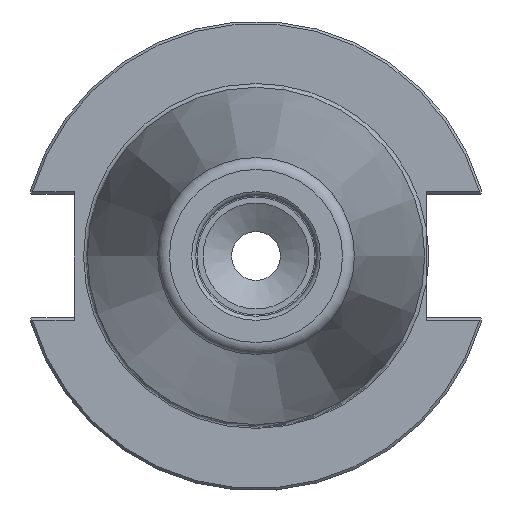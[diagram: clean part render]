
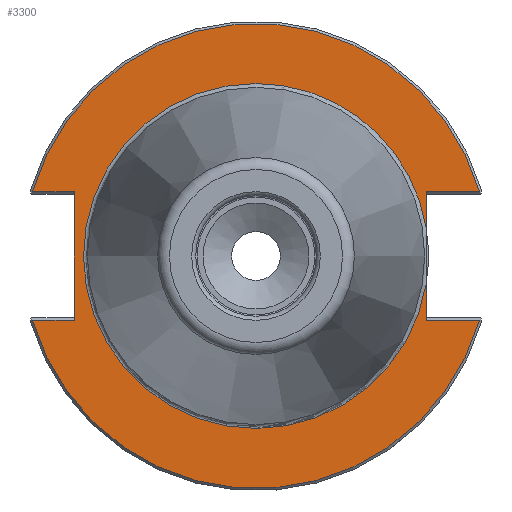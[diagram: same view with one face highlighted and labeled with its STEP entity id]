
A CAD part, left-side view. The second image highlights one B-rep face of the part: STEP entity #3300.
In plain terms, the highlighted planar face has unit normal (-1, 0, 0).
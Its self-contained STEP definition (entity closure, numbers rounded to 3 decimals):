
#193=PLANE('',#3542);
#282=FACE_OUTER_BOUND('',#460,.T.);
#460=EDGE_LOOP('',(#2292,#2293,#2294,#2295,#2296,#2297,#2298,#2299,#2300,
#2301,#2302));
#657=LINE('',#5204,#833);
#661=LINE('',#5212,#837);
#662=LINE('',#5216,#838);
#663=LINE('',#5218,#839);
#664=LINE('',#5220,#840);
#665=LINE('',#5224,#841);
#666=LINE('',#5226,#842);
#833=VECTOR('',#4070,10.);
#837=VECTOR('',#4076,10.);
#838=VECTOR('',#4079,10.);
#839=VECTOR('',#4080,10.);
#840=VECTOR('',#4081,10.);
#841=VECTOR('',#4084,10.);
#842=VECTOR('',#4085,10.);
#1034=CIRCLE('',#3543,48.25);
#1035=CIRCLE('',#3544,48.25);
#1036=CIRCLE('',#3545,35.8);
#1037=CIRCLE('',#3546,35.8);
#1312=VERTEX_POINT('',#5199);
#1313=VERTEX_POINT('',#5203);
#1316=VERTEX_POINT('',#5211);
#1317=VERTEX_POINT('',#5213);
#1318=VERTEX_POINT('',#5215);
#1319=VERTEX_POINT('',#5217);
#1320=VERTEX_POINT('',#5219);
#1321=VERTEX_POINT('',#5221);
#1322=VERTEX_POINT('',#5223);
#1323=VERTEX_POINT('',#5225);
#1324=VERTEX_POINT('',#5227);
#1710=EDGE_CURVE('',#1312,#1313,#657,.T.);
#1714=EDGE_CURVE('',#1316,#1313,#661,.T.);
#1715=EDGE_CURVE('',#1317,#1312,#1034,.T.);
#1716=EDGE_CURVE('',#1318,#1317,#662,.T.);
#1717=EDGE_CURVE('',#1318,#1319,#663,.T.);
#1718=EDGE_CURVE('',#1320,#1319,#664,.T.);
#1719=EDGE_CURVE('',#1321,#1320,#1035,.T.);
#1720=EDGE_CURVE('',#1322,#1321,#665,.T.);
#1721=EDGE_CURVE('',#1322,#1323,#666,.T.);
#1722=EDGE_CURVE('',#1323,#1324,#1036,.T.);
#1723=EDGE_CURVE('',#1324,#1316,#1037,.T.);
#2292=ORIENTED_EDGE('',*,*,#1714,.T.);
#2293=ORIENTED_EDGE('',*,*,#1710,.F.);
#2294=ORIENTED_EDGE('',*,*,#1715,.F.);
#2295=ORIENTED_EDGE('',*,*,#1716,.F.);
#2296=ORIENTED_EDGE('',*,*,#1717,.T.);
#2297=ORIENTED_EDGE('',*,*,#1718,.F.);
#2298=ORIENTED_EDGE('',*,*,#1719,.F.);
#2299=ORIENTED_EDGE('',*,*,#1720,.F.);
#2300=ORIENTED_EDGE('',*,*,#1721,.T.);
#2301=ORIENTED_EDGE('',*,*,#1722,.T.);
#2302=ORIENTED_EDGE('',*,*,#1723,.T.);
#3300=ADVANCED_FACE('',(#282),#193,.T.);
#3542=AXIS2_PLACEMENT_3D('',#5210,#4074,#4075);
#3543=AXIS2_PLACEMENT_3D('',#5214,#4077,#4078);
#3544=AXIS2_PLACEMENT_3D('',#5222,#4082,#4083);
#3545=AXIS2_PLACEMENT_3D('',#5228,#4086,#4087);
#3546=AXIS2_PLACEMENT_3D('',#5229,#4088,#4089);
#4070=DIRECTION('',(0.,1.,0.));
#4074=DIRECTION('center_axis',(-1.,0.,0.));
#4075=DIRECTION('ref_axis',(0.,0.,1.));
#4076=DIRECTION('',(0.,0.,1.));
#4077=DIRECTION('center_axis',(1.,0.,0.));
#4078=DIRECTION('ref_axis',(0.,0.,-1.));
#4079=DIRECTION('',(0.,1.,0.));
#4080=DIRECTION('',(0.,0.,-1.));
#4081=DIRECTION('',(0.,-1.,0.));
#4082=DIRECTION('center_axis',(1.,0.,0.));
#4083=DIRECTION('ref_axis',(0.,0.,-1.));
#4084=DIRECTION('',(0.,-1.,0.));
#4085=DIRECTION('',(0.,0.,1.));
#4086=DIRECTION('center_axis',(1.,0.,0.));
#4087=DIRECTION('ref_axis',(0.,0.,-1.));
#4088=DIRECTION('center_axis',(1.,0.,0.));
#4089=DIRECTION('ref_axis',(0.,0.,-1.));
#5199=CARTESIAN_POINT('',(3.175,-46.373,13.325));
#5203=CARTESIAN_POINT('',(3.175,-35.3,13.325));
#5204=CARTESIAN_POINT('',(3.175,6.475,13.325));
#5210=CARTESIAN_POINT('Origin',(3.175,48.25,0.));
#5211=CARTESIAN_POINT('',(3.175,-35.3,5.962));
#5212=CARTESIAN_POINT('',(3.175,-35.3,-6.413));
#5213=CARTESIAN_POINT('',(3.175,46.373,13.325));
#5214=CARTESIAN_POINT('Origin',(3.175,0.,0.));
#5215=CARTESIAN_POINT('',(3.175,37.7,13.325));
#5216=CARTESIAN_POINT('',(3.175,61.395,13.325));
#5217=CARTESIAN_POINT('',(3.175,37.7,-13.325));
#5218=CARTESIAN_POINT('',(3.175,37.7,6.413));
#5219=CARTESIAN_POINT('',(3.175,46.373,-13.325));
#5220=CARTESIAN_POINT('',(3.175,42.975,-13.325));
#5221=CARTESIAN_POINT('',(3.175,-46.373,-13.325));
#5222=CARTESIAN_POINT('Origin',(3.175,0.,0.));
#5223=CARTESIAN_POINT('',(3.175,-35.3,-13.325));
#5224=CARTESIAN_POINT('',(3.175,-13.707,-13.325));
#5225=CARTESIAN_POINT('',(3.175,-35.3,-5.962));
#5226=CARTESIAN_POINT('',(3.175,-35.3,-6.413));
#5227=CARTESIAN_POINT('',(3.175,0.,35.8));
#5228=CARTESIAN_POINT('Origin',(3.175,0.,0.));
#5229=CARTESIAN_POINT('Origin',(3.175,0.,0.));
